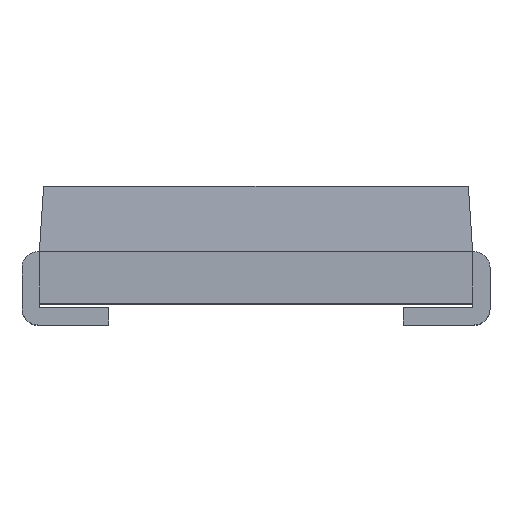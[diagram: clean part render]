
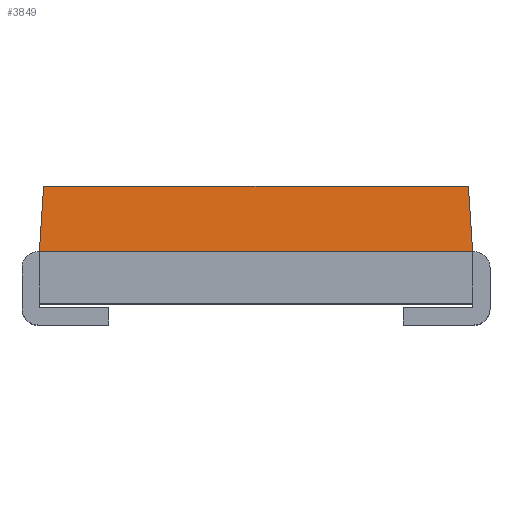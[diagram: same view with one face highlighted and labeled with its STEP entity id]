
A CAD part, top view. The second image highlights one B-rep face of the part: STEP entity #3849.
In plain terms, the highlighted planar face has unit normal (0, 0.067, 0.998).
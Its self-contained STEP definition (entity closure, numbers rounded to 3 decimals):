
#278 = PLANE ( 'NONE',  #1494 ) ;
#493 = CARTESIAN_POINT ( 'NONE',  ( 2.439, 1.512, 2.439 ) ) ;
#519 = LINE ( 'NONE', #493, #3111 ) ;
#548 = CARTESIAN_POINT ( 'NONE',  ( 2.5, 0.6, 2.5 ) ) ;
#737 = DIRECTION ( 'NONE',  ( -1., 0., 0. ) ) ;
#1149 = CARTESIAN_POINT ( 'NONE',  ( 2.5, 1.35, 2.45 ) ) ;
#1202 = DIRECTION ( 'NONE',  ( 0.066, -0.996, 0.066 ) ) ;
#1274 = ORIENTED_EDGE ( 'NONE', *, *, #3461, .F. ) ;
#1346 = DIRECTION ( 'NONE',  ( 0.066, 0.996, -0.066 ) ) ;
#1494 = AXIS2_PLACEMENT_3D ( 'NONE', #3239, #2137, #737 ) ;
#1558 = DIRECTION ( 'NONE',  ( 1., 0., 0. ) ) ;
#1733 = VERTEX_POINT ( 'NONE', #2893 ) ;
#1939 = CARTESIAN_POINT ( 'NONE',  ( -2.5, 0.6, 2.5 ) ) ;
#2137 = DIRECTION ( 'NONE',  ( 0., 0.067, 0.998 ) ) ;
#2166 = VERTEX_POINT ( 'NONE', #1939 ) ;
#2199 = VECTOR ( 'NONE', #1558, 1000. ) ;
#2202 = EDGE_CURVE ( 'NONE', #3134, #1733, #4237, .T. ) ;
#2286 = EDGE_CURVE ( 'NONE', #1733, #3557, #519, .T. ) ;
#2545 = CARTESIAN_POINT ( 'NONE',  ( -2.5, 0.6, 2.5 ) ) ;
#2791 = EDGE_LOOP ( 'NONE', ( #1274, #4034, #4561, #2797 ) ) ;
#2797 = ORIENTED_EDGE ( 'NONE', *, *, #2202, .F. ) ;
#2893 = CARTESIAN_POINT ( 'NONE',  ( 2.45, 1.35, 2.45 ) ) ;
#2952 = FACE_OUTER_BOUND ( 'NONE', #2791, .T. ) ;
#3011 = LINE ( 'NONE', #3513, #3421 ) ;
#3111 = VECTOR ( 'NONE', #1202, 1000. ) ;
#3134 = VERTEX_POINT ( 'NONE', #3640 ) ;
#3239 = CARTESIAN_POINT ( 'NONE',  ( 0., 1.35, 2.45 ) ) ;
#3421 = VECTOR ( 'NONE', #1346, 1000. ) ;
#3458 = VECTOR ( 'NONE', #4026, 1000. ) ;
#3461 = EDGE_CURVE ( 'NONE', #2166, #3134, #3011, .T. ) ;
#3513 = CARTESIAN_POINT ( 'NONE',  ( -2.439, 1.512, 2.439 ) ) ;
#3557 = VERTEX_POINT ( 'NONE', #548 ) ;
#3640 = CARTESIAN_POINT ( 'NONE',  ( -2.45, 1.35, 2.45 ) ) ;
#3849 = ADVANCED_FACE ( 'NONE', ( #2952 ), #278, .T. ) ;
#4026 = DIRECTION ( 'NONE',  ( -1., 0., 0. ) ) ;
#4034 = ORIENTED_EDGE ( 'NONE', *, *, #4603, .F. ) ;
#4237 = LINE ( 'NONE', #1149, #2199 ) ;
#4561 = ORIENTED_EDGE ( 'NONE', *, *, #2286, .F. ) ;
#4603 = EDGE_CURVE ( 'NONE', #3557, #2166, #4710, .T. ) ;
#4710 = LINE ( 'NONE', #2545, #3458 ) ;
